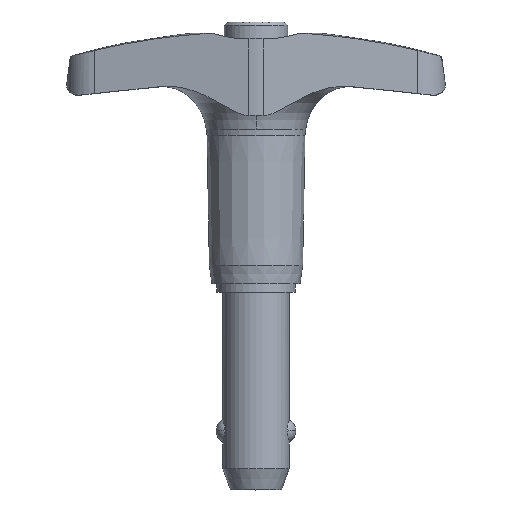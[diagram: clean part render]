
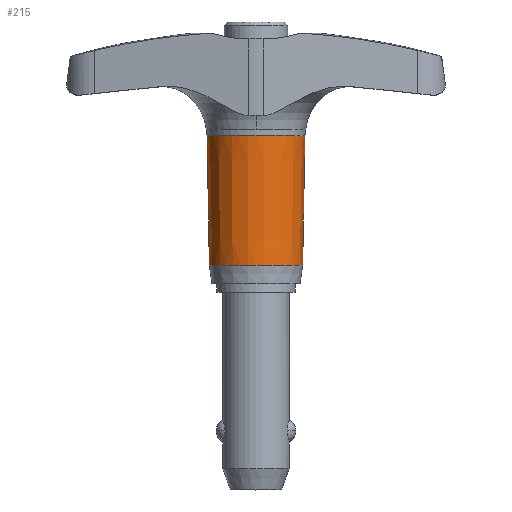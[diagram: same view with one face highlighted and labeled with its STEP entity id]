
A CAD part, top view. The second image highlights one B-rep face of the part: STEP entity #215.
In plain terms, the highlighted conical face has half-angle 1 degrees and reference radius 5.71 mm.
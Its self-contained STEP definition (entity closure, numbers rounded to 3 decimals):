
#215=ADVANCED_FACE('',(#447),#448,.T.);
#447=FACE_OUTER_BOUND('',#686,.T.);
#448=CONICAL_SURFACE('',#687,5.71,0.017);
#686=EDGE_LOOP('',(#1293,#1294,#1295,#1296));
#687=AXIS2_PLACEMENT_3D('',#1297,#1298,#1299);
#1293=ORIENTED_EDGE('',*,*,#1641,.T.);
#1294=ORIENTED_EDGE('',*,*,#1474,.F.);
#1295=ORIENTED_EDGE('',*,*,#1642,.T.);
#1296=ORIENTED_EDGE('',*,*,#1567,.T.);
#1297=CARTESIAN_POINT('',(0.0,10.959,0.0));
#1298=DIRECTION('',(-0.0,1.0,-0.0));
#1299=DIRECTION('',(1.0,0.0,0.0));
#1474=EDGE_CURVE('',#1771,#1774,#1775,.T.);
#1567=EDGE_CURVE('',#1932,#1930,#1933,.T.);
#1641=EDGE_CURVE('',#1930,#1774,#2040,.T.);
#1642=EDGE_CURVE('',#1771,#1932,#2041,.T.);
#1771=VERTEX_POINT('',#2296);
#1774=VERTEX_POINT('',#2300);
#1775=CIRCLE('',#2301,5.845);
#1930=VERTEX_POINT('',#3066);
#1932=VERTEX_POINT('',#3069);
#1933=CIRCLE('',#3070,5.575);
#2040=LINE('',#3451,#3452);
#2041=LINE('',#3453,#3454);
#2296=CARTESIAN_POINT('',(-5.845,18.702,0.0));
#2300=CARTESIAN_POINT('',(5.845,18.702,0.));
#2301=AXIS2_PLACEMENT_3D('',#3881,#3882,#3883);
#3066=CARTESIAN_POINT('',(5.575,3.216,0.0));
#3069=CARTESIAN_POINT('',(-5.575,3.216,0.));
#3070=AXIS2_PLACEMENT_3D('',#3969,#3970,#3971);
#3451=CARTESIAN_POINT('',(5.71,10.959,0.));
#3452=VECTOR('',#4047,1.0);
#3453=CARTESIAN_POINT('',(-5.71,10.959,0.));
#3454=VECTOR('',#4048,1.0);
#3881=CARTESIAN_POINT('',(0.0,18.702,0.0));
#3882=DIRECTION('',(0.0,1.0,0.0));
#3883=DIRECTION('',(-1.0,0.0,0.0));
#3969=CARTESIAN_POINT('',(0.0,3.216,0.0));
#3970=DIRECTION('',(-0.0,1.0,0.0));
#3971=DIRECTION('',(1.0,0.0,0.0));
#4047=DIRECTION('',(0.017,1.,0.));
#4048=DIRECTION('',(0.017,-1.,0.));
